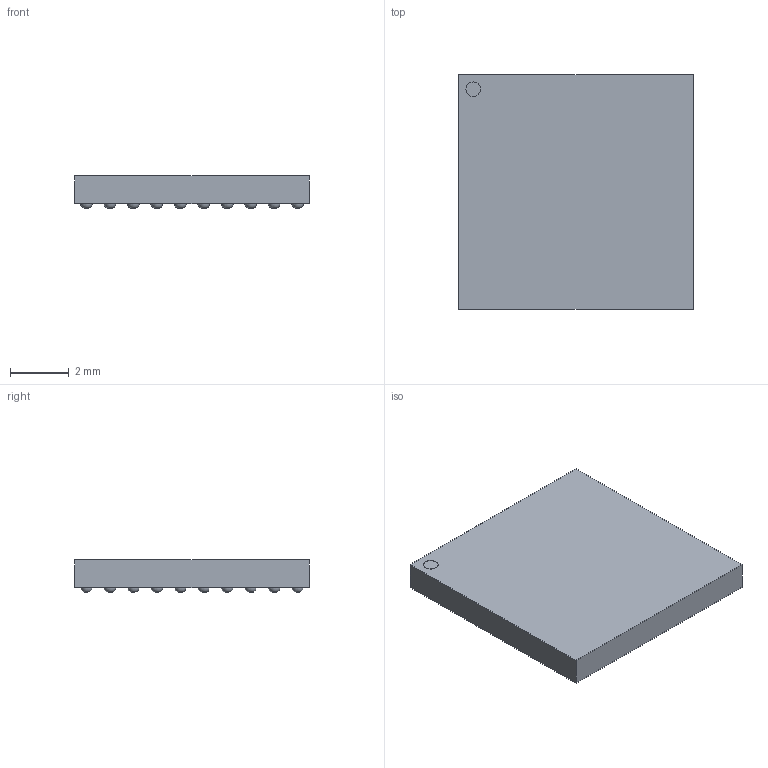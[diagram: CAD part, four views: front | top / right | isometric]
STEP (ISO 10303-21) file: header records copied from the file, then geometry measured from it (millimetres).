
FILE_DESCRIPTION(/* description */ ('STEP AP242','CAx-IF Rec.Pracs.---Representation and Presentation of Product Manufacturing Information (PMI)---4.0---2014-10-13','CAx-IF Rec.Pracs.---3D Tessellated Geometry---0.4---2014-09-14','2;1'),/* implementation_level */ '2;1');
FILE_NAME(/* name */ '659926f0c893177772d969e3',/* time_stamp */ '2024-01-06T10:09:52Z',/* author */ (''),/* organization */ (''),/* preprocessor_version */ 'ST-DEVELOPER v19.4',/* originating_system */ ' ',/* authorisation */ ' ');
FILE_SCHEMA (('AP242_MANAGED_MODEL_BASED_3D_ENGINEERING_MIM_LF { 1 0 10303 442 1 1 4 }'));
Length unit declared in the file: metre
Products named in the file (1): BGA-81_B8x8mm_P0.8mm
Bounding box: 8 x 8 x 1.1 mm (x, y, z)
Volume: 62.2 mm3; surface area: 168.2 mm2
Topology: 1 solids, 1 shells, 208 faces, 414 edges, 309 vertices
Faces by surface type: plane 107, torus 100, cylinder 1
Full cylindrical faces by diameter (mm): 0.5 x1
Entity records: 4276 total; most frequent: DIRECTION 834, CARTESIAN_POINT 633, ORIENTED_EDGE 428, AXIS2_PLACEMENT_3D 411, EDGE_LOOP 410, FACE_BOUND 410, EDGE_CURVE 214, VERTEX_POINT 210
